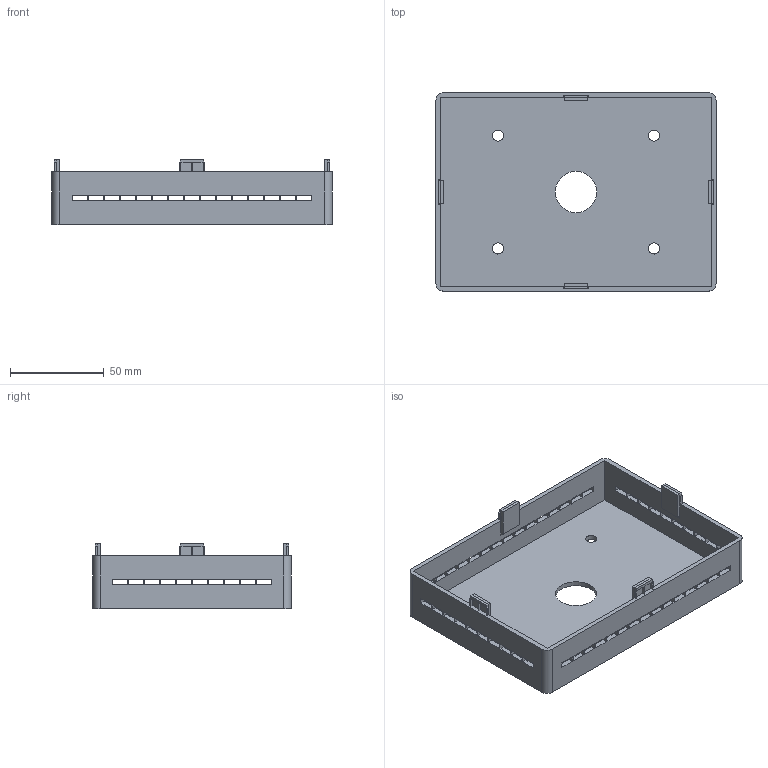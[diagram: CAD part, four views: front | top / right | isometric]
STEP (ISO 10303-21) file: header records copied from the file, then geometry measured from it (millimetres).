
FILE_DESCRIPTION(('FreeCAD Model'),'2;1');
FILE_NAME('Open CASCADE Shape Model','2025-12-23T23:46:27',('FreeCAD'),( 'FreeCAD'),'Open CASCADE STEP processor 7.5','FreeCAD','Unknown');
FILE_SCHEMA(('AUTOMOTIVE_DESIGN { 1 0 10303 214 1 1 1 1 }'));
Length unit declared in the file: millimetre
Products named in the file (1): Open CASCADE STEP translator 7.5 1
Bounding box: 149 x 105.5 x 34.6 mm (x, y, z)
Volume: 67969.5 mm3; surface area: 59030.5 mm2
Topology: 1 solids, 1 shells, 332 faces, 931 edges, 602 vertices
Faces by surface type: plane 323, cylinder 9
Full cylindrical faces by diameter (mm): 6 x4, 22 x1
Entity records: 22780 total; most frequent: CARTESIAN_POINT 3812, DIRECTION 3463, LINE 2757, VECTOR 2757, ORIENTED_EDGE 1862, PCURVE 1862, DEFINITIONAL_REPRESENTATION 1862, EDGE_CURVE 931
